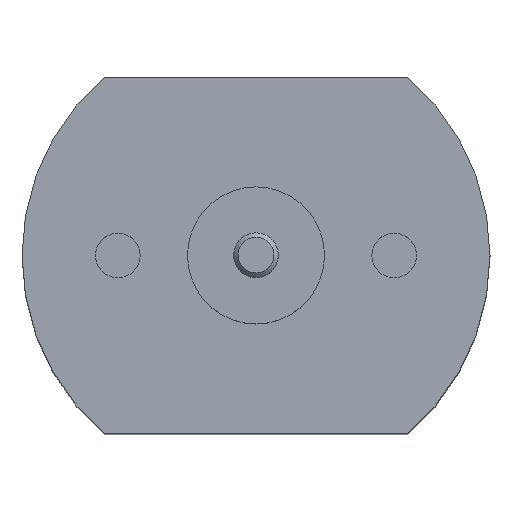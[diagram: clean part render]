
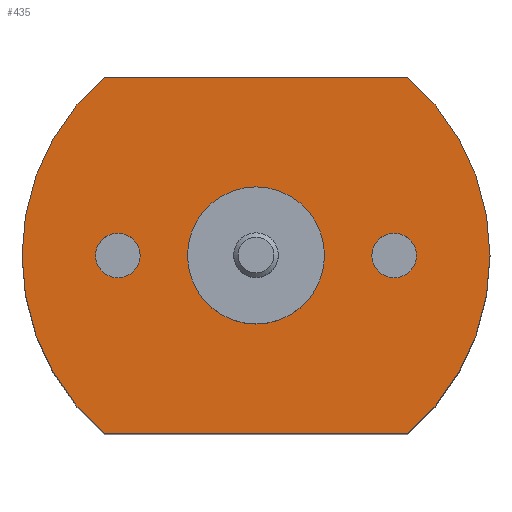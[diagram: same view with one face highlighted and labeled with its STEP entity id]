
A CAD part, top view. The second image highlights one B-rep face of the part: STEP entity #435.
In plain terms, the highlighted planar face has unit normal (0, 0, 1).
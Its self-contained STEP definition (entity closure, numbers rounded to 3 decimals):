
#31=FACE_BOUND('',#76,.T.);
#32=FACE_BOUND('',#77,.T.);
#33=FACE_BOUND('',#78,.T.);
#43=FACE_OUTER_BOUND('',#75,.T.);
#75=EDGE_LOOP('',(#318,#319,#320,#321));
#76=EDGE_LOOP('',(#322));
#77=EDGE_LOOP('',(#323));
#78=EDGE_LOOP('',(#324));
#103=LINE('',#680,#141);
#109=LINE('',#710,#147);
#141=VECTOR('',#539,10.);
#147=VECTOR('',#577,10.);
#179=CIRCLE('',#480,10.5);
#180=CIRCLE('',#482,1.);
#182=CIRCLE('',#486,1.);
#185=CIRCLE('',#491,3.075);
#186=CIRCLE('',#494,10.5);
#200=VERTEX_POINT('',#677);
#201=VERTEX_POINT('',#679);
#202=VERTEX_POINT('',#683);
#203=VERTEX_POINT('',#687);
#205=VERTEX_POINT('',#694);
#208=VERTEX_POINT('',#703);
#209=VERTEX_POINT('',#708);
#239=EDGE_CURVE('',#201,#200,#103,.T.);
#242=EDGE_CURVE('',#200,#202,#179,.T.);
#243=EDGE_CURVE('',#203,#203,#180,.T.);
#246=EDGE_CURVE('',#205,#205,#182,.T.);
#251=EDGE_CURVE('',#208,#208,#185,.T.);
#252=EDGE_CURVE('',#209,#201,#186,.T.);
#253=EDGE_CURVE('',#202,#209,#109,.T.);
#318=ORIENTED_EDGE('',*,*,#252,.T.);
#319=ORIENTED_EDGE('',*,*,#239,.T.);
#320=ORIENTED_EDGE('',*,*,#242,.T.);
#321=ORIENTED_EDGE('',*,*,#253,.T.);
#322=ORIENTED_EDGE('',*,*,#243,.T.);
#323=ORIENTED_EDGE('',*,*,#246,.T.);
#324=ORIENTED_EDGE('',*,*,#251,.T.);
#409=PLANE('',#493);
#435=ADVANCED_FACE('',(#43,#31,#32,#33),#409,.F.);
#480=AXIS2_PLACEMENT_3D('',#685,#544,#545);
#482=AXIS2_PLACEMENT_3D('',#688,#548,#549);
#486=AXIS2_PLACEMENT_3D('',#695,#557,#558);
#491=AXIS2_PLACEMENT_3D('',#705,#569,#570);
#493=AXIS2_PLACEMENT_3D('',#707,#573,#574);
#494=AXIS2_PLACEMENT_3D('',#709,#575,#576);
#539=DIRECTION('',(1.,0.,0.));
#544=DIRECTION('center_axis',(0.,0.,
1.));
#545=DIRECTION('ref_axis',(1.,0.,0.));
#548=DIRECTION('center_axis',(0.,0.,
-1.));
#549=DIRECTION('ref_axis',(-1.,0.,0.));
#557=DIRECTION('center_axis',(0.,0.,
-1.));
#558=DIRECTION('ref_axis',(-1.,0.,0.));
#569=DIRECTION('center_axis',(0.,0.,
-1.));
#570=DIRECTION('ref_axis',(-1.,0.,0.));
#573=DIRECTION('center_axis',(0.,0.,
-1.));
#574=DIRECTION('ref_axis',(1.,0.,0.));
#575=DIRECTION('center_axis',(0.,0.,
1.));
#576=DIRECTION('ref_axis',(1.,0.,0.));
#577=DIRECTION('',(-1.,0.,0.));
#677=CARTESIAN_POINT('',(-53.199,-19.133,6.5));
#679=CARTESIAN_POINT('',(-66.801,-19.133,6.5));
#680=CARTESIAN_POINT('',(-68.,-19.133,6.5));
#683=CARTESIAN_POINT('',(-53.199,-3.133,6.5));
#685=CARTESIAN_POINT('Origin',(-60.,-11.133,6.5));
#687=CARTESIAN_POINT('',(-65.2,-11.133,6.5));
#688=CARTESIAN_POINT('Origin',(-66.2,-11.133,6.5));
#694=CARTESIAN_POINT('',(-52.8,-11.133,6.5));
#695=CARTESIAN_POINT('Origin',(-53.8,-11.133,6.5));
#703=CARTESIAN_POINT('',(-56.925,-11.133,6.5));
#705=CARTESIAN_POINT('Origin',(-60.,-11.133,6.5));
#707=CARTESIAN_POINT('Origin',(-60.,-11.133,6.5));
#708=CARTESIAN_POINT('',(-66.801,-3.133,6.5));
#709=CARTESIAN_POINT('Origin',(-60.,-11.133,6.5));
#710=CARTESIAN_POINT('',(-52.,-3.133,6.5));
